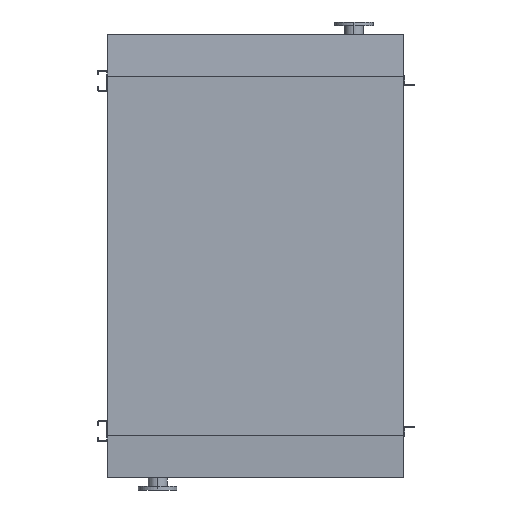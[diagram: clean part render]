
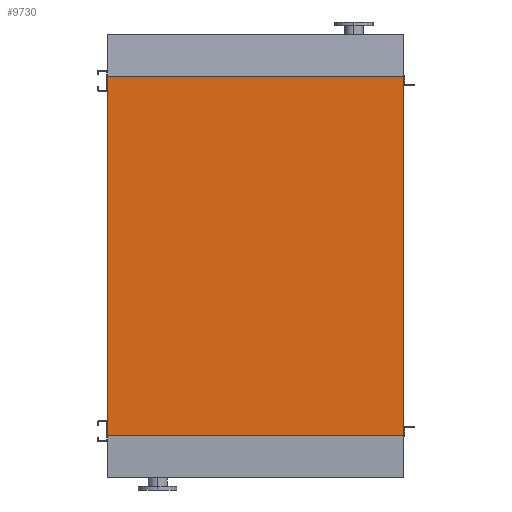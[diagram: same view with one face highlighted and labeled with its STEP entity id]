
A CAD part, front view. The second image highlights one B-rep face of the part: STEP entity #9730.
In plain terms, the highlighted planar face has unit normal (0, -1, 0).
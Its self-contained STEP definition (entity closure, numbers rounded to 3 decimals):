
#181 = EDGE_CURVE ( 'NONE', #3294, #3241, #3633, .T. ) ;
#359 = CARTESIAN_POINT ( 'NONE',  ( 845., 0., -2050. ) ) ;
#513 = CARTESIAN_POINT ( 'NONE',  ( -845., 0., 0. ) ) ;
#525 = VECTOR ( 'NONE', #8103, 1000. ) ;
#588 = DIRECTION ( 'NONE',  ( 1., 0., 0. ) ) ;
#976 = LINE ( 'NONE', #4897, #6278 ) ;
#1395 = FACE_OUTER_BOUND ( 'NONE', #3774, .T. ) ;
#1540 = EDGE_CURVE ( 'NONE', #3294, #7144, #976, .T. ) ;
#1788 = ORIENTED_EDGE ( 'NONE', *, *, #1540, .F. ) ;
#1922 = CARTESIAN_POINT ( 'NONE',  ( -845., 0., 0. ) ) ;
#2593 = LINE ( 'NONE', #359, #525 ) ;
#2777 = LINE ( 'NONE', #1922, #9239 ) ;
#3178 = AXIS2_PLACEMENT_3D ( 'NONE', #4552, #6854, #9192 ) ;
#3241 = VERTEX_POINT ( 'NONE', #9808 ) ;
#3294 = VERTEX_POINT ( 'NONE', #10062 ) ;
#3633 = LINE ( 'NONE', #5375, #8374 ) ;
#3736 = PLANE ( 'NONE',  #3178 ) ;
#3774 = EDGE_LOOP ( 'NONE', ( #7220, #1788, #6481, #8825 ) ) ;
#4552 = CARTESIAN_POINT ( 'NONE',  ( -845., 0., -2050. ) ) ;
#4897 = CARTESIAN_POINT ( 'NONE',  ( -845., 0., -2050. ) ) ;
#5027 = DIRECTION ( 'NONE',  ( 1., 0., 0. ) ) ;
#5375 = CARTESIAN_POINT ( 'NONE',  ( -845., 0., -2050. ) ) ;
#5377 = EDGE_CURVE ( 'NONE', #7144, #8972, #2777, .T. ) ;
#6278 = VECTOR ( 'NONE', #9481, 1000. ) ;
#6481 = ORIENTED_EDGE ( 'NONE', *, *, #181, .T. ) ;
#6724 = CARTESIAN_POINT ( 'NONE',  ( 845., 0., 0. ) ) ;
#6854 = DIRECTION ( 'NONE',  ( 0., -1., 0. ) ) ;
#7144 = VERTEX_POINT ( 'NONE', #513 ) ;
#7220 = ORIENTED_EDGE ( 'NONE', *, *, #5377, .F. ) ;
#8103 = DIRECTION ( 'NONE',  ( 0., 0., 1. ) ) ;
#8374 = VECTOR ( 'NONE', #588, 1000. ) ;
#8825 = ORIENTED_EDGE ( 'NONE', *, *, #9255, .T. ) ;
#8972 = VERTEX_POINT ( 'NONE', #6724 ) ;
#9192 = DIRECTION ( 'NONE',  ( 0., 0., -1. ) ) ;
#9239 = VECTOR ( 'NONE', #5027, 1000. ) ;
#9255 = EDGE_CURVE ( 'NONE', #3241, #8972, #2593, .T. ) ;
#9481 = DIRECTION ( 'NONE',  ( 0., 0., 1. ) ) ;
#9730 = ADVANCED_FACE ( 'NONE', ( #1395 ), #3736, .T. ) ;
#9808 = CARTESIAN_POINT ( 'NONE',  ( 845., 0., -2050. ) ) ;
#10062 = CARTESIAN_POINT ( 'NONE',  ( -845., 0., -2050. ) ) ;
